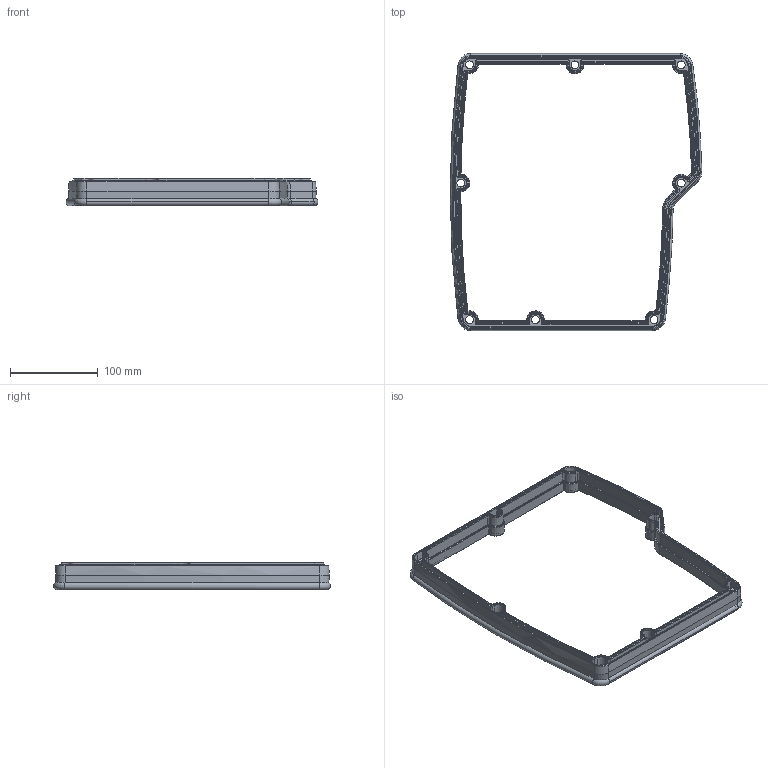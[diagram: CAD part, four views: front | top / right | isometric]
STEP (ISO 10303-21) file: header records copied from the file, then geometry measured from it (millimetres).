
FILE_DESCRIPTION (( 'STEP AP214' ), '1' );
FILE_NAME ('27030381.STEP', '2017-01-05T08:39:33', ( '' ), ( '' ), 'SwSTEP 2.0', 'SolidWorks 2015', '' );
FILE_SCHEMA (( 'AUTOMOTIVE_DESIGN' ));
Length unit declared in the file: millimetre
Products named in the file (3): 82376; 21367; 27030381
Assembly tree (2 placements, depth 2):
  27030381
    21367
    82376
Bounding box: 286.63 x 315.4 x 31.15 mm (x, y, z)
Volume: 218011.4 mm3; surface area: 174231.1 mm2
Topology: 2 solids, 2 shells, 1078 faces, 2678 edges, 1615 vertices
Faces by surface type: cone 377, plane 219, torus 209, bspline 160, cylinder 113
Entity records: 55057 total; most frequent: CARTESIAN_POINT 18760, DIRECTION 5491, ORIENTED_EDGE 5356, EDGE_CURVE 2678, AXIS2_PLACEMENT_3D 2183, VERTEX_POINT 1615, CIRCLE 1260, VECTOR 1125
